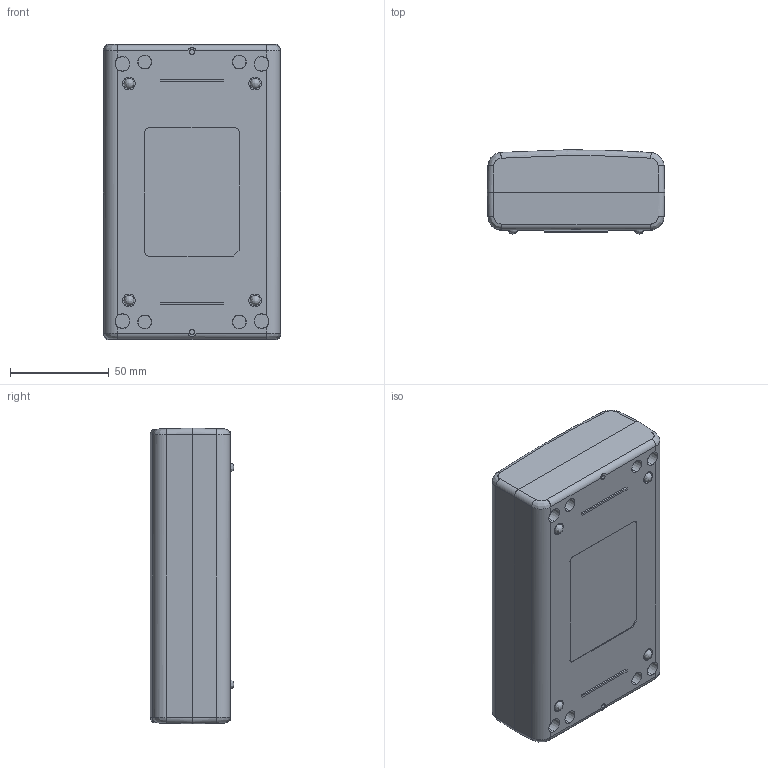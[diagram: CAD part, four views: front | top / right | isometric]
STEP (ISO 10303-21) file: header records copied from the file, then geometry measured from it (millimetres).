
FILE_DESCRIPTION (( 'STEP AP203' ), '1' );
FILE_NAME ('Power Pack 1800.STEP', '2016-12-13T10:14:05', ( 'admin' ), ( 'Hewlett-Packard Company' ), 'SwSTEP 2.0', 'SolidWorks 2016', '' );
FILE_SCHEMA (( 'CONFIG_CONTROL_DESIGN' ));
Length unit declared in the file: millimetre
Products named in the file (1): Power Pack 1800
Bounding box: 90 x 42.6 x 150 mm (x, y, z)
Volume: 525021.2 mm3; surface area: 44888.6 mm2
Topology: 1 solids, 1 shells, 128 faces, 299 edges, 183 vertices
Faces by surface type: cylinder 51, plane 47, cone 16, bspline 14
Entity records: 4297 total; most frequent: CARTESIAN_POINT 1465, ORIENTED_EDGE 582, DIRECTION 546, EDGE_CURVE 291, AXIS2_PLACEMENT_3D 206, VERTEX_POINT 183, EDGE_LOOP 146, VECTOR 134
